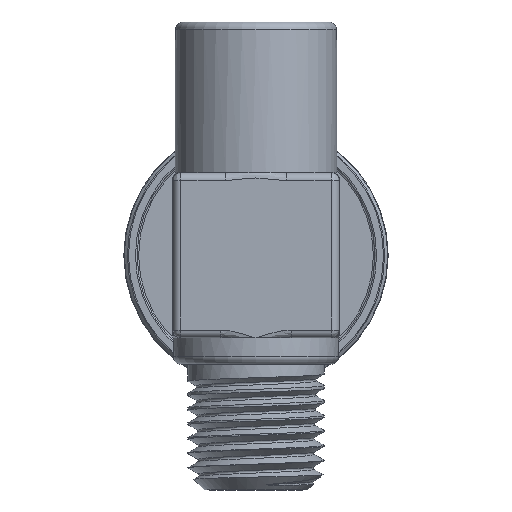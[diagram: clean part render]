
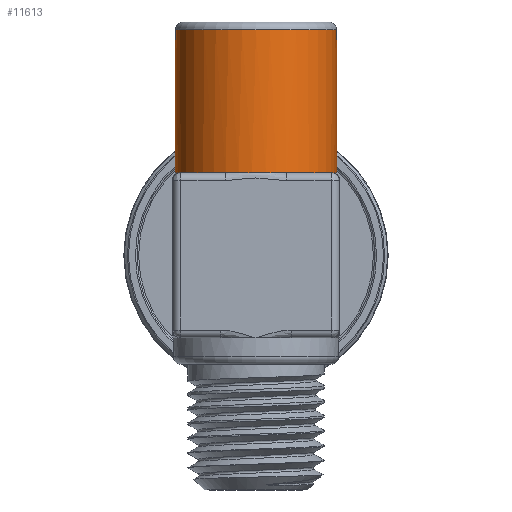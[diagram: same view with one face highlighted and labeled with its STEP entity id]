
A CAD part, front view. The second image highlights one B-rep face of the part: STEP entity #11613.
In plain terms, the highlighted cylindrical face has radius 7.747 mm (diameter 15.494 mm), a partial arc.
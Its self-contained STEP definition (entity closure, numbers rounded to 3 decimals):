
#162 = CARTESIAN_POINT ( 'NONE',  ( -7.747, 0., 21.653 ) ) ;
#581 = ORIENTED_EDGE ( 'NONE', *, *, #952, .F. ) ;
#752 = DIRECTION ( 'NONE',  ( 0., 0., 1. ) ) ;
#857 = EDGE_CURVE ( 'NONE', #8205, #18838, #5218, .T. ) ;
#927 = VERTEX_POINT ( 'NONE', #10470 ) ;
#952 = EDGE_CURVE ( 'NONE', #927, #18838, #9063, .T. ) ;
#1026 = CARTESIAN_POINT ( 'NONE',  ( -7.747, 0., 7.937 ) ) ;
#1329 = CARTESIAN_POINT ( 'NONE',  ( 0.507, -7.734, 7.937 ) ) ;
#1461 = CARTESIAN_POINT ( 'NONE',  ( 2.92, -7.175, 7.938 ) ) ;
#1716 = CARTESIAN_POINT ( 'NONE',  ( -7.747, 0., 7.937 ) ) ;
#1752 = ORIENTED_EDGE ( 'NONE', *, *, #13267, .T. ) ;
#2398 = AXIS2_PLACEMENT_3D ( 'NONE', #8554, #752, #13223 ) ;
#2619 = CARTESIAN_POINT ( 'NONE',  ( 7.747, -0.472, 7.938 ) ) ;
#2855 = EDGE_CURVE ( 'NONE', #12042, #14267, #8361, .T. ) ;
#2988 = AXIS2_PLACEMENT_3D ( 'NONE', #13165, #17965, #19630 ) ;
#3013 = CARTESIAN_POINT ( 'NONE',  ( 0.255, -7.747, 7.937 ) ) ;
#3015 = CARTESIAN_POINT ( 'NONE',  ( 2.92, -7.175, 7.938 ) ) ;
#3336 = CIRCLE ( 'NONE', #2398, 7.747 ) ;
#3403 = DIRECTION ( 'NONE',  ( 0., 0., 1. ) ) ;
#4067 = CARTESIAN_POINT ( 'NONE',  ( 7.747, 0., 22.415 ) ) ;
#4210 = EDGE_CURVE ( 'NONE', #14267, #8205, #3336, .T. ) ;
#4386 = CARTESIAN_POINT ( 'NONE',  ( -2.455, -7.365, 7.937 ) ) ;
#4455 = CIRCLE ( 'NONE', #10401, 7.747 ) ;
#4463 = CARTESIAN_POINT ( 'NONE',  ( 2.455, -7.365, 7.938 ) ) ;
#4597 = CARTESIAN_POINT ( 'NONE',  ( 1.25, -7.65, 7.937 ) ) ;
#4599 = DIRECTION ( 'NONE',  ( 0., 0., -1. ) ) ;
#4988 = CARTESIAN_POINT ( 'NONE',  ( -7.704, -0.939, 7.937 ) ) ;
#5087 = VERTEX_POINT ( 'NONE', #162 ) ;
#5218 = B_SPLINE_CURVE_WITH_KNOTS ( 'NONE', 3,
 ( #7475, #5788, #20053, #16727, #2619, #13733 ),
 .UNSPECIFIED., .F., .F.,
 ( 4, 2, 4 ),
 ( -0.003, -0.001, 0. ),
 .UNSPECIFIED. ) ;
#5389 = VECTOR ( 'NONE', #19650, 1000. ) ;
#5788 = CARTESIAN_POINT ( 'NONE',  ( 7.407, -2.319, 7.937 ) ) ;
#6114 = CARTESIAN_POINT ( 'NONE',  ( 0., 0., 21.653 ) ) ;
#6346 = CARTESIAN_POINT ( 'NONE',  ( -7.239, -2.759, 7.938 ) ) ;
#6412 = FACE_OUTER_BOUND ( 'NONE', #6801, .T. ) ;
#6749 = DIRECTION ( 'NONE',  ( -1., 0., 0. ) ) ;
#6801 = EDGE_LOOP ( 'NONE', ( #581, #19936, #18926, #1752, #12887, #8206, #7923, #14957 ) ) ;
#7475 = CARTESIAN_POINT ( 'NONE',  ( 7.239, -2.759, 7.938 ) ) ;
#7907 = CYLINDRICAL_SURFACE ( 'NONE', #2988, 7.747 ) ;
#7923 = ORIENTED_EDGE ( 'NONE', *, *, #4210, .T. ) ;
#8062 = CARTESIAN_POINT ( 'NONE',  ( -7.239, -2.759, 7.938 ) ) ;
#8205 = VERTEX_POINT ( 'NONE', #18405 ) ;
#8206 = ORIENTED_EDGE ( 'NONE', *, *, #2855, .T. ) ;
#8361 = B_SPLINE_CURVE_WITH_KNOTS ( 'NONE', 3,
 ( #17326, #4386, #20515, #12525, #17188, #3013, #1329, #10991, #4597, #12464, #4463, #1461 ),
 .UNSPECIFIED., .F., .F.,
 ( 4, 2, 2, 2, 2, 4 ),
 ( 0., 0.001, 0.003, 0.004, 0.004, 0.006 ),
 .UNSPECIFIED. ) ;
#8554 = CARTESIAN_POINT ( 'NONE',  ( 0., 0., 7.938 ) ) ;
#8864 = DIRECTION ( 'NONE',  ( 0., 0., -1. ) ) ;
#8869 = EDGE_CURVE ( 'NONE', #13767, #12042, #4455, .T. ) ;
#9063 = LINE ( 'NONE', #4067, #10296 ) ;
#9570 = CARTESIAN_POINT ( 'NONE',  ( -7.747, -0.472, 7.937 ) ) ;
#9886 = B_SPLINE_CURVE_WITH_KNOTS ( 'NONE', 3,
 ( #1716, #9570, #4988, #19254, #11182, #8062 ),
 .UNSPECIFIED., .F., .F.,
 ( 4, 2, 4 ),
 ( 0.003, 0.004, 0.006 ),
 .UNSPECIFIED. ) ;
#10296 = VECTOR ( 'NONE', #8864, 1000. ) ;
#10401 = AXIS2_PLACEMENT_3D ( 'NONE', #19411, #3403, #6749 ) ;
#10470 = CARTESIAN_POINT ( 'NONE',  ( 7.747, 0., 21.653 ) ) ;
#10991 = CARTESIAN_POINT ( 'NONE',  ( 1.004, -7.686, 7.938 ) ) ;
#11182 = CARTESIAN_POINT ( 'NONE',  ( -7.407, -2.319, 7.938 ) ) ;
#11613 = ADVANCED_FACE ( 'NONE', ( #6412 ), #7907, .T. ) ;
#12042 = VERTEX_POINT ( 'NONE', #14092 ) ;
#12464 = CARTESIAN_POINT ( 'NONE',  ( 1.979, -7.506, 7.938 ) ) ;
#12525 = CARTESIAN_POINT ( 'NONE',  ( -0.991, -7.7, 7.937 ) ) ;
#12586 = EDGE_CURVE ( 'NONE', #5087, #19994, #14864, .T. ) ;
#12887 = ORIENTED_EDGE ( 'NONE', *, *, #8869, .T. ) ;
#13165 = CARTESIAN_POINT ( 'NONE',  ( 0., 0., 22.415 ) ) ;
#13187 = CARTESIAN_POINT ( 'NONE',  ( -7.747, 0., 22.415 ) ) ;
#13223 = DIRECTION ( 'NONE',  ( -1., 0., 0. ) ) ;
#13267 = EDGE_CURVE ( 'NONE', #19994, #13767, #9886, .T. ) ;
#13733 = CARTESIAN_POINT ( 'NONE',  ( 7.747, 0., 7.937 ) ) ;
#13767 = VERTEX_POINT ( 'NONE', #6346 ) ;
#14092 = CARTESIAN_POINT ( 'NONE',  ( -2.92, -7.176, 7.938 ) ) ;
#14267 = VERTEX_POINT ( 'NONE', #3015 ) ;
#14297 = EDGE_CURVE ( 'NONE', #927, #5087, #19342, .T. ) ;
#14864 = LINE ( 'NONE', #13187, #5389 ) ;
#14957 = ORIENTED_EDGE ( 'NONE', *, *, #857, .T. ) ;
#16442 = AXIS2_PLACEMENT_3D ( 'NONE', #6114, #4599, #17261 ) ;
#16727 = CARTESIAN_POINT ( 'NONE',  ( 7.704, -0.941, 7.937 ) ) ;
#17188 = CARTESIAN_POINT ( 'NONE',  ( -0.494, -7.747, 7.938 ) ) ;
#17261 = DIRECTION ( 'NONE',  ( 1., 0., 0. ) ) ;
#17326 = CARTESIAN_POINT ( 'NONE',  ( -2.92, -7.176, 7.938 ) ) ;
#17965 = DIRECTION ( 'NONE',  ( 0., 0., -1. ) ) ;
#18405 = CARTESIAN_POINT ( 'NONE',  ( 7.239, -2.759, 7.938 ) ) ;
#18838 = VERTEX_POINT ( 'NONE', #20229 ) ;
#18926 = ORIENTED_EDGE ( 'NONE', *, *, #12586, .T. ) ;
#19254 = CARTESIAN_POINT ( 'NONE',  ( -7.534, -1.865, 7.938 ) ) ;
#19342 = CIRCLE ( 'NONE', #16442, 7.747 ) ;
#19411 = CARTESIAN_POINT ( 'NONE',  ( 0., 0., 7.938 ) ) ;
#19630 = DIRECTION ( 'NONE',  ( -1., 0., 0. ) ) ;
#19650 = DIRECTION ( 'NONE',  ( 0., 0., -1. ) ) ;
#19936 = ORIENTED_EDGE ( 'NONE', *, *, #14297, .T. ) ;
#19994 = VERTEX_POINT ( 'NONE', #1026 ) ;
#20053 = CARTESIAN_POINT ( 'NONE',  ( 7.533, -1.867, 7.938 ) ) ;
#20229 = CARTESIAN_POINT ( 'NONE',  ( 7.747, 0., 7.937 ) ) ;
#20515 = CARTESIAN_POINT ( 'NONE',  ( -1.976, -7.508, 7.938 ) ) ;
